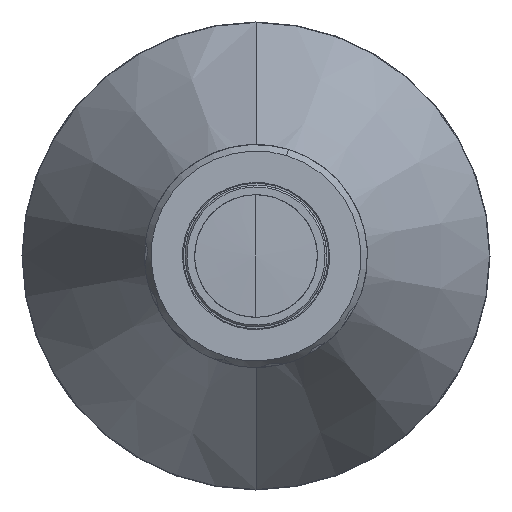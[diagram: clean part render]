
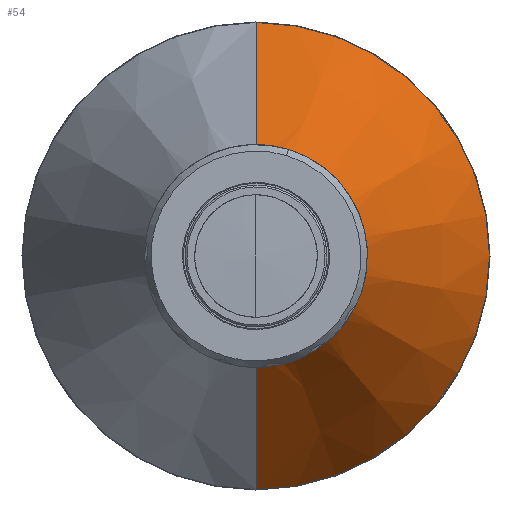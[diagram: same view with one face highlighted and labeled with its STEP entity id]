
A CAD part, left-side view. The second image highlights one B-rep face of the part: STEP entity #54.
In plain terms, the highlighted conical face has half-angle 25 degrees and reference radius 17.094 mm.
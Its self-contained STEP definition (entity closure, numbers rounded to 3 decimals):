
#10 = ORIENTED_EDGE ( 'NONE', *, *, #2700, .T. ) ;
#24 = ORIENTED_EDGE ( 'NONE', *, *, #2976, .F. ) ;
#54 = ADVANCED_FACE ( 'NONE', ( #591 ), #1750, .T. ) ;
#591 = FACE_OUTER_BOUND ( 'NONE', #1428, .T. ) ;
#650 = EDGE_CURVE ( 'NONE', #4722, #3917, #4706, .T. ) ;
#1021 = ORIENTED_EDGE ( 'NONE', *, *, #1022, .T. ) ;
#1022 = EDGE_CURVE ( 'NONE', #4570, #3917, #2540, .T. ) ;
#1409 = DIRECTION ( 'NONE',  ( 0.906, 0., -0.423 ) ) ;
#1428 = EDGE_LOOP ( 'NONE', ( #24, #10, #1021, #4437 ) ) ;
#1440 = DIRECTION ( 'NONE',  ( 0., 0., -1. ) ) ;
#1521 = VERTEX_POINT ( 'NONE', #3370 ) ;
#1681 = CARTESIAN_POINT ( 'NONE',  ( 8.098, 0., -17.094 ) ) ;
#1732 = AXIS2_PLACEMENT_3D ( 'NONE', #3650, #2592, #1440 ) ;
#1746 = VECTOR ( 'NONE', #1409, 1000. ) ;
#1750 = CONICAL_SURFACE ( 'NONE', #3946, 17.094, 0.436 ) ;
#1780 = DIRECTION ( 'NONE',  ( 1., 0., 0. ) ) ;
#1858 = CARTESIAN_POINT ( 'NONE',  ( 61.309, 0., 41.906 ) ) ;
#2002 = DIRECTION ( 'NONE',  ( 1., 0., 0. ) ) ;
#2134 = CARTESIAN_POINT ( 'NONE',  ( 8.098, 0., -17.094 ) ) ;
#2199 = LINE ( 'NONE', #3180, #4008 ) ;
#2248 = AXIS2_PLACEMENT_3D ( 'NONE', #3202, #1780, #3610 ) ;
#2540 = LINE ( 'NONE', #2134, #1746 ) ;
#2592 = DIRECTION ( 'NONE',  ( 1., 0., 0. ) ) ;
#2700 = EDGE_CURVE ( 'NONE', #1521, #4570, #3171, .T. ) ;
#2976 = EDGE_CURVE ( 'NONE', #1521, #4722, #2199, .T. ) ;
#3038 = CARTESIAN_POINT ( 'NONE',  ( 8.098, 0., 0. ) ) ;
#3171 = CIRCLE ( 'NONE', #2248, 17.094 ) ;
#3180 = CARTESIAN_POINT ( 'NONE',  ( 8.098, 0., 17.094 ) ) ;
#3202 = CARTESIAN_POINT ( 'NONE',  ( 8.098, 0., 0. ) ) ;
#3370 = CARTESIAN_POINT ( 'NONE',  ( 8.098, 0., 17.094 ) ) ;
#3443 = DIRECTION ( 'NONE',  ( 0., 0., -1. ) ) ;
#3496 = CARTESIAN_POINT ( 'NONE',  ( 61.309, 0., -41.906 ) ) ;
#3610 = DIRECTION ( 'NONE',  ( 0., 1., 0. ) ) ;
#3650 = CARTESIAN_POINT ( 'NONE',  ( 61.309, 0., 0. ) ) ;
#3917 = VERTEX_POINT ( 'NONE', #3496 ) ;
#3946 = AXIS2_PLACEMENT_3D ( 'NONE', #3038, #2002, #3443 ) ;
#4008 = VECTOR ( 'NONE', #4599, 1000. ) ;
#4437 = ORIENTED_EDGE ( 'NONE', *, *, #650, .F. ) ;
#4570 = VERTEX_POINT ( 'NONE', #1681 ) ;
#4599 = DIRECTION ( 'NONE',  ( 0.906, 0., 0.423 ) ) ;
#4706 = CIRCLE ( 'NONE', #1732, 41.906 ) ;
#4722 = VERTEX_POINT ( 'NONE', #1858 ) ;
